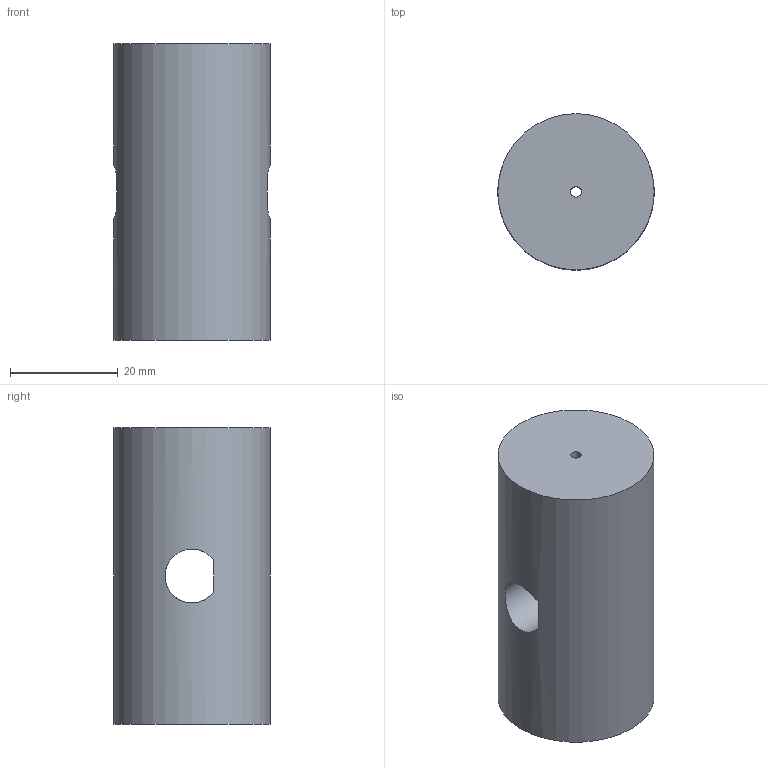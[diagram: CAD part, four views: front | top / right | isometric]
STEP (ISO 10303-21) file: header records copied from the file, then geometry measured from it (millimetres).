
FILE_DESCRIPTION(/* description */ (''),/* implementation_level */ '2;1');
FILE_NAME(/* name */ 'барабан башни v7.step',/* time_stamp */ '2022-03-13T18:45:34+03:00',/* author */ (''),/* organization */ (''),/* preprocessor_version */ 'ST-DEVELOPER v18.1',/* originating_system */ 'Autodesk Translation Framework v10.13.0.1454',/* authorisation */ '');
FILE_SCHEMA (('AUTOMOTIVE_DESIGN { 1 0 10303 214 3 1 1 }'));
Length unit declared in the file: millimetre
Products named in the file (1): барабан башни
Bounding box: 29 x 29 x 55 mm (x, y, z)
Volume: 34056.9 mm3; surface area: 7325.7 mm2
Topology: 1 solids, 1 shells, 7 faces, 22 edges, 16 vertices
Faces by surface type: cylinder 4, plane 3
Full cylindrical faces by diameter (mm): 2 x2, 29 x1
Entity records: 409 total; most frequent: CARTESIAN_POINT 178, ORIENTED_EDGE 44, DIRECTION 32, EDGE_CURVE 22, VERTEX_POINT 16, EDGE_LOOP 12, AXIS2_PLACEMENT_3D 12, B_SPLINE_CURVE_WITH_KNOTS 10
